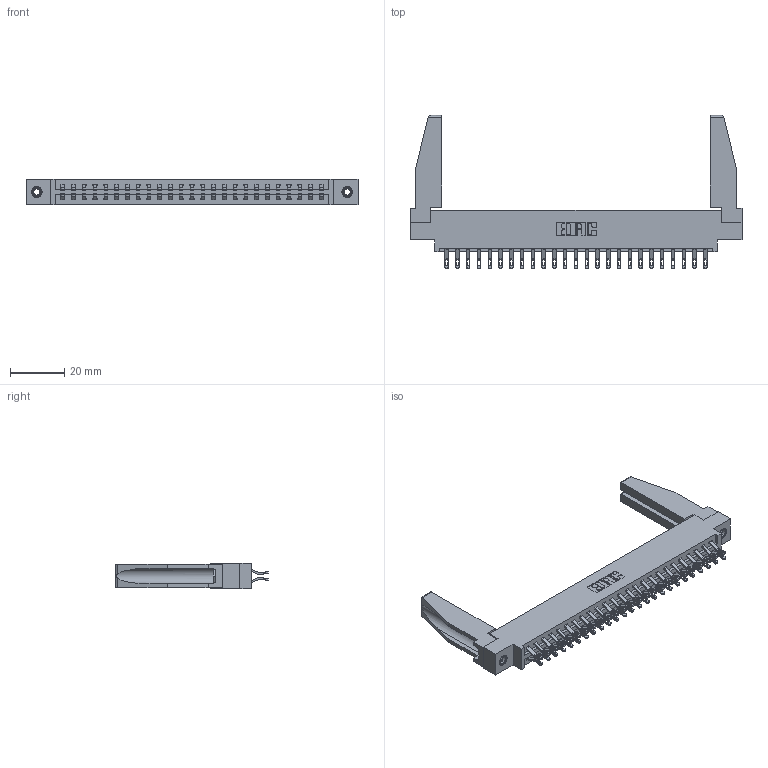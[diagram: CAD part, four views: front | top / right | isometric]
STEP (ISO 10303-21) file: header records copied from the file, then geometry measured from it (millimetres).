
FILE_DESCRIPTION (( 'STEP AP203' ), '1' );
FILE_NAME ('387-050-555-878.STEP', '2019-10-19T02:16:31', ( '' ), ( '' ), 'SwSTEP 2.0', 'SolidWorks 2016', '' );
FILE_SCHEMA (( 'CONFIG_CONTROL_DESIGN' ));
Length unit declared in the file: inch
Products named in the file (5): 345-292-001_555 Tail; 307-220-078; 345-250-001_345-250-001-102; 337 Part_0.170 Offset - 0.156 Dia-TI; 387-050-555-878
Assembly tree (55 placements, depth 2):
  387-050-555-878
    337 Part_0.170 Offset - 0.156 Dia-TI
    345-292-001_555 Tail  x50
    345-250-001_345-250-001-102  x2
    307-220-078  x2
Bounding box: 122.07 x 56.27 x 9.4 mm (x, y, z)
Volume: 16659.5 mm3; surface area: 18638.9 mm2
Topology: 55 solids, 55 shells, 3248 faces, 10103 edges, 6726 vertices
Faces by surface type: plane 1958, cylinder 1274, cone 12, torus 4
Entity records: 24480 total; most frequent: CARTESIAN_POINT 4174, ORIENTED_EDGE 4036, DIRECTION 3558, EDGE_CURVE 2018, LINE 1832, VECTOR 1832, VERTEX_POINT 1340, AXIS2_PLACEMENT_3D 863
